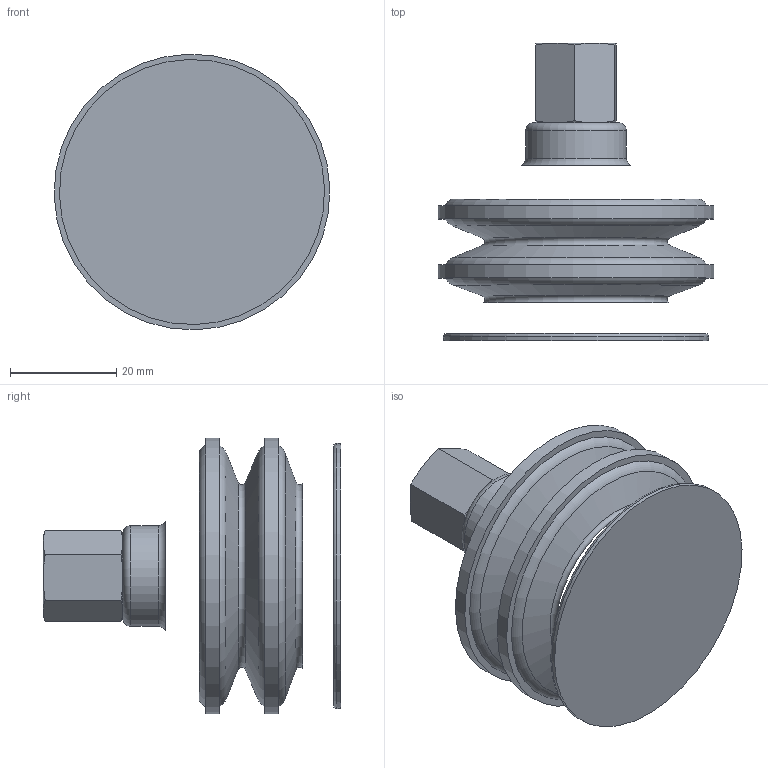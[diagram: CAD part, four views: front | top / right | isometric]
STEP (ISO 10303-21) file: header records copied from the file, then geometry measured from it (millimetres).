
FILE_DESCRIPTION(/* description */ (''),/* implementation_level */ '2;1');
FILE_NAME(/* name */ 'vf52sb_rac7r1-8h.stp',/* time_stamp */ '2020-09-23T12:27:42+02:00',/* author */ ('enginyeria'),/* organization */ (''),/* preprocessor_version */ 'ST-DEVELOPER v17.2',/* originating_system */ 'Autodesk Inventor 2019',/* authorisation */ '');
FILE_SCHEMA (('CONFIG_CONTROL_DESIGN'));
Length unit declared in the file: millimetre
Products named in the file (1): vf52sb_rac7r1-8h
Bounding box: 51.99 x 56.08 x 51.99 mm (x, y, z)
Volume: 52270.4 mm3; surface area: 12619.9 mm2
Topology: 1 solids, 1 shells, 39 faces, 114 edges, 84 vertices
Faces by surface type: plane 15, torus 11, cone 7, cylinder 6
Full cylindrical faces by diameter (mm): 8.566 x1, 9 x1, 19 x1, 50 x1, 52 x2
Entity records: 1645 total; most frequent: CARTESIAN_POINT 433, DIRECTION 261, ORIENTED_EDGE 228, AXIS2_PLACEMENT_3D 121, EDGE_CURVE 114, VERTEX_POINT 84, CIRCLE 81, EDGE_LOOP 46
